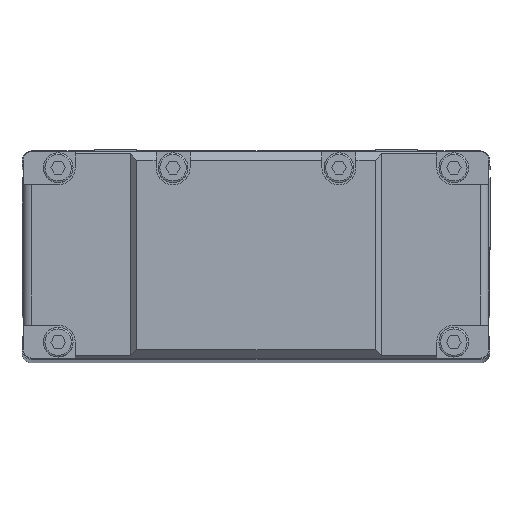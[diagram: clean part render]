
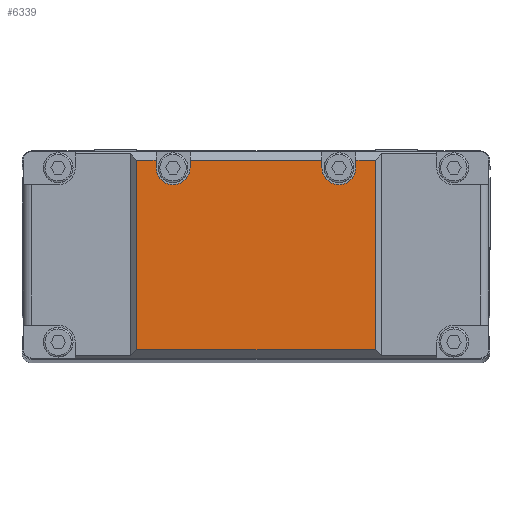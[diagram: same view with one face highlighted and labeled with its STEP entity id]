
A CAD part, top view. The second image highlights one B-rep face of the part: STEP entity #6339.
In plain terms, the highlighted planar face has unit normal (0, 0, 1).
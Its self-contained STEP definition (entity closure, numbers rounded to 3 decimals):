
#4875=CARTESIAN_POINT('',(-28.,22.25,513.));
#4876=VERTEX_POINT('',#4875);
#4883=CARTESIAN_POINT('',(-23.5,22.25,513.));
#4884=VERTEX_POINT('',#4883);
#4885=CARTESIAN_POINT('',(-28.,22.25,513.));
#4886=DIRECTION('',(1.0,0.0,0.0));
#4887=VECTOR('',#4886,4.5);
#4888=LINE('',#4885,#4887);
#4889=EDGE_CURVE('',#4876,#4884,#4888,.T.);
#5134=CARTESIAN_POINT('',(28.,-22.25,513.));
#5135=VERTEX_POINT('',#5134);
#5142=CARTESIAN_POINT('',(-28.,-22.25,513.));
#5143=VERTEX_POINT('',#5142);
#5144=CARTESIAN_POINT('',(28.,-22.25,513.));
#5145=DIRECTION('',(-1.0,0.0,0.0));
#5146=VECTOR('',#5145,56.);
#5147=LINE('',#5144,#5146);
#5148=EDGE_CURVE('',#5135,#5143,#5147,.T.);
#5256=CARTESIAN_POINT('',(-28.,22.25,513.));
#5257=DIRECTION('',(0.0,-1.0,0.0));
#5258=VECTOR('',#5257,44.5);
#5259=LINE('',#5256,#5258);
#5260=EDGE_CURVE('',#4876,#5143,#5259,.T.);
#5279=CARTESIAN_POINT('',(23.5,22.25,513.));
#5280=VERTEX_POINT('',#5279);
#5287=CARTESIAN_POINT('',(28.,22.25,513.));
#5288=VERTEX_POINT('',#5287);
#5289=CARTESIAN_POINT('',(23.5,22.25,513.));
#5290=DIRECTION('',(1.0,0.0,0.0));
#5291=VECTOR('',#5290,4.5);
#5292=LINE('',#5289,#5291);
#5293=EDGE_CURVE('',#5280,#5288,#5292,.T.);
#5398=CARTESIAN_POINT('',(15.5,22.25,513.));
#5399=VERTEX_POINT('',#5398);
#5407=CARTESIAN_POINT('',(-15.5,22.25,513.));
#5408=VERTEX_POINT('',#5407);
#5415=CARTESIAN_POINT('',(-15.5,22.25,513.));
#5416=DIRECTION('',(1.0,0.0,0.0));
#5417=VECTOR('',#5416,31.);
#5418=LINE('',#5415,#5417);
#5419=EDGE_CURVE('',#5408,#5399,#5418,.T.);
#5430=CARTESIAN_POINT('',(15.5,20.5,513.));
#5431=VERTEX_POINT('',#5430);
#5432=CARTESIAN_POINT('',(15.5,20.5,513.));
#5433=DIRECTION('',(0.0,1.0,0.0));
#5434=VECTOR('',#5433,1.75);
#5435=LINE('',#5432,#5434);
#5436=EDGE_CURVE('',#5431,#5399,#5435,.T.);
#5464=CARTESIAN_POINT('',(28.,-22.25,513.));
#5465=DIRECTION('',(0.0,1.0,0.0));
#5466=VECTOR('',#5465,44.5);
#5467=LINE('',#5464,#5466);
#5468=EDGE_CURVE('',#5135,#5288,#5467,.T.);
#6118=CARTESIAN_POINT('',(-23.5,20.5,513.));
#6119=VERTEX_POINT('',#6118);
#6126=CARTESIAN_POINT('',(-15.5,20.5,513.));
#6127=VERTEX_POINT('',#6126);
#6128=CARTESIAN_POINT('',(-19.5,20.5,513.));
#6129=DIRECTION('',(0.0,0.0,-1.0));
#6130=DIRECTION('',(1.0,0.0,0.0));
#6131=AXIS2_PLACEMENT_3D('',#6128,#6129,#6130);
#6132=CIRCLE('',#6131,4.0);
#6133=EDGE_CURVE('',#6127,#6119,#6132,.T.);
#6158=CARTESIAN_POINT('',(-15.5,22.25,513.));
#6159=DIRECTION('',(0.0,-1.0,0.0));
#6160=VECTOR('',#6159,1.75);
#6161=LINE('',#6158,#6160);
#6162=EDGE_CURVE('',#5408,#6127,#6161,.T.);
#6173=CARTESIAN_POINT('',(-23.5,20.5,513.));
#6174=DIRECTION('',(0.0,1.0,0.0));
#6175=VECTOR('',#6174,1.75);
#6176=LINE('',#6173,#6175);
#6177=EDGE_CURVE('',#6119,#4884,#6176,.T.);
#6220=CARTESIAN_POINT('',(23.5,20.5,513.));
#6221=VERTEX_POINT('',#6220);
#6228=CARTESIAN_POINT('',(23.5,22.25,513.));
#6229=DIRECTION('',(0.0,-1.0,0.0));
#6230=VECTOR('',#6229,1.75);
#6231=LINE('',#6228,#6230);
#6232=EDGE_CURVE('',#5280,#6221,#6231,.T.);
#6250=CARTESIAN_POINT('',(19.5,20.5,513.));
#6251=DIRECTION('',(0.0,0.0,-1.0));
#6252=DIRECTION('',(1.0,0.0,0.0));
#6253=AXIS2_PLACEMENT_3D('',#6250,#6251,#6252);
#6254=CIRCLE('',#6253,4.0);
#6255=EDGE_CURVE('',#6221,#5431,#6254,.T.);
#6320=CARTESIAN_POINT('',(0.,0.28,513.));
#6321=DIRECTION('',(0.0,0.0,1.0));
#6322=DIRECTION('',(1.0,0.0,0.0));
#6323=AXIS2_PLACEMENT_3D('',#6320,#6321,#6322);
#6324=PLANE('',#6323);
#6325=ORIENTED_EDGE('',*,*,#4889,.F.);
#6326=ORIENTED_EDGE('',*,*,#5260,.T.);
#6327=ORIENTED_EDGE('',*,*,#5148,.F.);
#6328=ORIENTED_EDGE('',*,*,#5468,.T.);
#6329=ORIENTED_EDGE('',*,*,#5293,.F.);
#6330=ORIENTED_EDGE('',*,*,#6232,.T.);
#6331=ORIENTED_EDGE('',*,*,#6255,.T.);
#6332=ORIENTED_EDGE('',*,*,#5436,.T.);
#6333=ORIENTED_EDGE('',*,*,#5419,.F.);
#6334=ORIENTED_EDGE('',*,*,#6162,.T.);
#6335=ORIENTED_EDGE('',*,*,#6133,.T.);
#6336=ORIENTED_EDGE('',*,*,#6177,.T.);
#6337=EDGE_LOOP('',(#6325,#6326,#6327,#6328,#6329,#6330,#6331,#6332,#6333,#6334,#6335,#6336));
#6338=FACE_OUTER_BOUND('',#6337,.T.);
#6339=ADVANCED_FACE('',(#6338),#6324,.T.);
